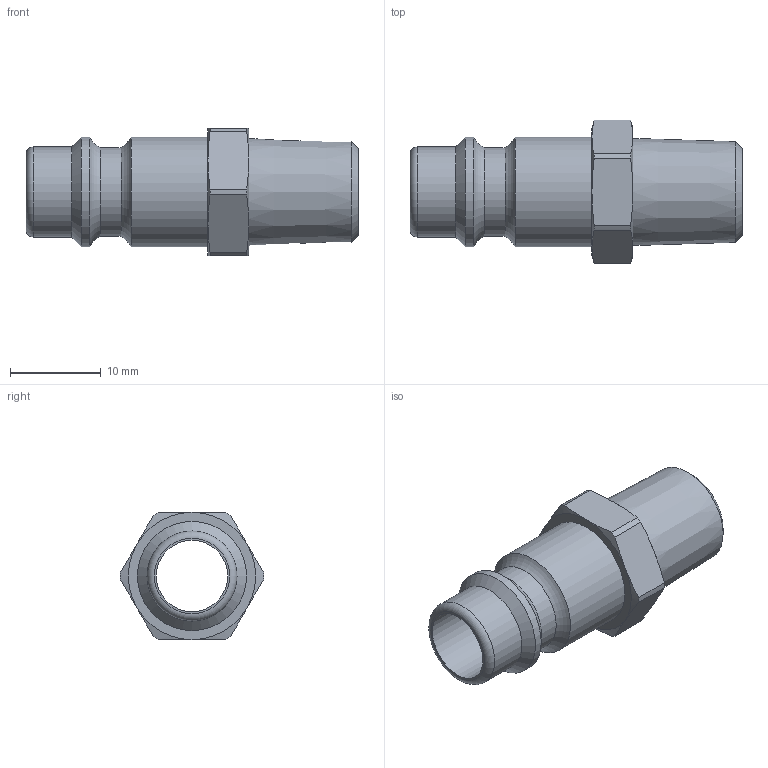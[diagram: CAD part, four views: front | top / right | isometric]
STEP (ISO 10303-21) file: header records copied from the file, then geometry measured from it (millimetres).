
FILE_DESCRIPTION(/* description */ ('STECKTUELLE'),/* implementation_level */ '2;1');
FILE_NAME(/* name */ '25sfak13sxz.stp',/* time_stamp */ '2019-09-23T11:11:00+02:00',/* author */ ('IA176480'),/* organization */ (''),/* preprocessor_version */ 'ST-DEVELOPER v17',/* originating_system */ 'Autodesk Inventor 2019',/* authorisation */ '');
FILE_SCHEMA (('AUTOMOTIVE_DESIGN { 1 0 10303 214 3 1 1 }'));
Length unit declared in the file: millimetre
Products named in the file (1): 25SFAK13SXZ
Bounding box: 36.5 x 15.8 x 14 mm (x, y, z)
Volume: 2118.6 mm3; surface area: 2435.8 mm2
Topology: 1 solids, 1 shells, 40 faces, 105 edges, 69 vertices
Faces by surface type: cone 16, cylinder 11, plane 10, torus 3
Full cylindrical faces by diameter (mm): 7.85 x1, 9.75 x1, 9.9 x1, 12 x2
Entity records: 1284 total; most frequent: CARTESIAN_POINT 263, DIRECTION 223, ORIENTED_EDGE 210, EDGE_CURVE 105, AXIS2_PLACEMENT_3D 101, VERTEX_POINT 69, CIRCLE 60, EDGE_LOOP 44
